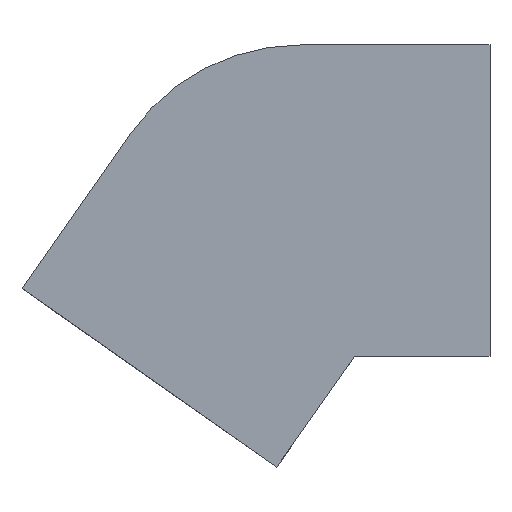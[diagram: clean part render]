
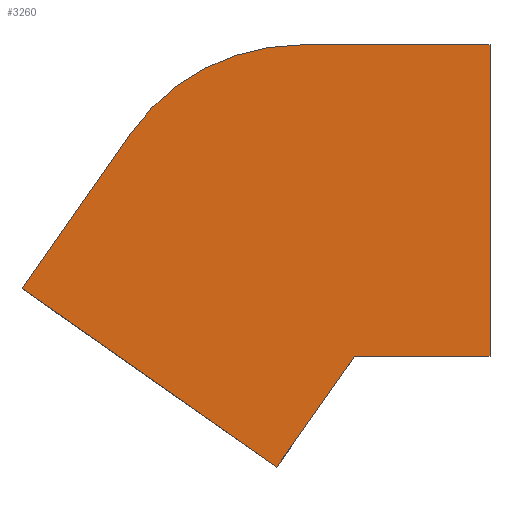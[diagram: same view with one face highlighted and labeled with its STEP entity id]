
A CAD part, left-side view. The second image highlights one B-rep face of the part: STEP entity #3260.
In plain terms, the highlighted planar face has unit normal (-1, 0, 0).
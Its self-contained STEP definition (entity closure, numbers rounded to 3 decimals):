
#99=PLANE('',#3605);
#268=FACE_OUTER_BOUND('',#434,.T.);
#434=EDGE_LOOP('',(#2953,#2954,#2955,#2956,#2957,#2958,#2959));
#499=LINE('',#4785,#817);
#513=LINE('',#4816,#831);
#573=LINE('',#5041,#891);
#575=LINE('',#5046,#893);
#752=LINE('',#5572,#1070);
#753=LINE('',#5576,#1071);
#817=VECTOR('',#3780,10.);
#831=VECTOR('',#3808,10.);
#891=VECTOR('',#3988,10.);
#893=VECTOR('',#3992,10.);
#1070=VECTOR('',#4579,10.);
#1071=VECTOR('',#4586,10.);
#1237=CIRCLE('',#3604,30.);
#1314=VERTEX_POINT('',#4782);
#1315=VERTEX_POINT('',#4784);
#1325=VERTEX_POINT('',#4814);
#1429=VERTEX_POINT('',#5038);
#1430=VERTEX_POINT('',#5040);
#1431=VERTEX_POINT('',#5044);
#1432=VERTEX_POINT('',#5045);
#1654=EDGE_CURVE('',#1315,#1314,#499,.T.);
#1670=EDGE_CURVE('',#1314,#1325,#513,.T.);
#1785=EDGE_CURVE('',#1430,#1429,#573,.T.);
#1787=EDGE_CURVE('',#1431,#1432,#575,.T.);
#2043=EDGE_CURVE('',#1315,#1432,#752,.T.);
#2044=EDGE_CURVE('',#1429,#1431,#1237,.T.);
#2045=EDGE_CURVE('',#1430,#1325,#753,.T.);
#2953=ORIENTED_EDGE('',*,*,#1670,.T.);
#2954=ORIENTED_EDGE('',*,*,#2045,.F.);
#2955=ORIENTED_EDGE('',*,*,#1785,.T.);
#2956=ORIENTED_EDGE('',*,*,#2044,.T.);
#2957=ORIENTED_EDGE('',*,*,#1787,.T.);
#2958=ORIENTED_EDGE('',*,*,#2043,.F.);
#2959=ORIENTED_EDGE('',*,*,#1654,.T.);
#3260=ADVANCED_FACE('',(#268),#99,.T.);
#3604=AXIS2_PLACEMENT_3D('',#5574,#4582,#4583);
#3605=AXIS2_PLACEMENT_3D('',#5575,#4584,#4585);
#3780=DIRECTION('',(0.,-0.574,0.819));
#3808=DIRECTION('',(0.,-1.,0.));
#3988=DIRECTION('',(0.,1.,0.));
#3992=DIRECTION('',(0.,0.574,-0.819));
#4579=DIRECTION('',(0.,0.819,0.574));
#4582=DIRECTION('center_axis',(-1.,0.,0.));
#4583=DIRECTION('ref_axis',(0.,0.,1.));
#4584=DIRECTION('center_axis',(-1.,0.,0.));
#4585=DIRECTION('ref_axis',(0.,0.,1.));
#4586=DIRECTION('',(0.,0.,-1.));
#4782=CARTESIAN_POINT('',(-25.,19.589,-20.));
#4784=CARTESIAN_POINT('',(-25.,30.824,-36.046));
#4785=CARTESIAN_POINT('',(-25.,22.967,-24.825));
#4814=CARTESIAN_POINT('',(-25.,0.,-20.));
#4816=CARTESIAN_POINT('',(-25.,23.493,-20.));
#5038=CARTESIAN_POINT('',(-25.,27.397,25.));
#5040=CARTESIAN_POINT('',(-25.,0.,25.));
#5041=CARTESIAN_POINT('',(-25.,0.,25.));
#5044=CARTESIAN_POINT('',(-25.,51.972,12.207));
#5045=CARTESIAN_POINT('',(-25.,67.686,-10.235));
#5046=CARTESIAN_POINT('',(-25.,51.972,12.207));
#5572=CARTESIAN_POINT('',(-25.,67.686,-10.235));
#5574=CARTESIAN_POINT('Origin',(-25.,27.397,-5.));
#5575=CARTESIAN_POINT('Origin',(-25.,27.397,-5.));
#5576=CARTESIAN_POINT('',(-25.,0.,25.));
